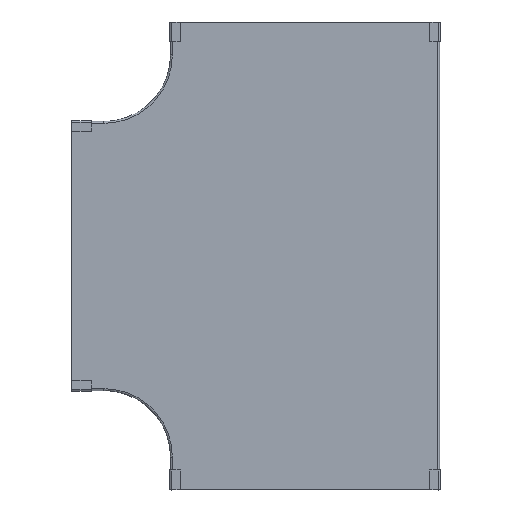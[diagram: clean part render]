
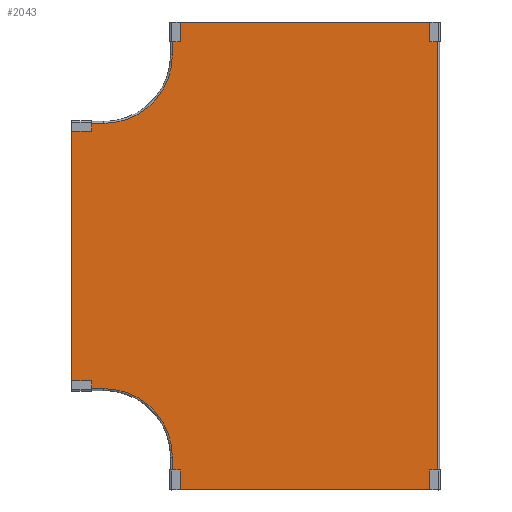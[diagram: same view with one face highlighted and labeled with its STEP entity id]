
A CAD part, top view. The second image highlights one B-rep face of the part: STEP entity #2043.
In plain terms, the highlighted planar face has unit normal (0, 0, 1).
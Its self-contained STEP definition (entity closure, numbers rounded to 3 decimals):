
#103=CIRCLE('',#2209,102.75);
#117=CIRCLE('',#2234,102.75);
#281=FACE_OUTER_BOUND('',#395,.T.);
#395=EDGE_LOOP('',(#1854,#1855,#1856,#1857,#1858,#1859,#1860,#1861,#1862,
#1863));
#534=LINE('',#3284,#734);
#566=LINE('',#3381,#766);
#567=LINE('',#3386,#767);
#569=LINE('',#3389,#769);
#570=LINE('',#3392,#770);
#587=LINE('',#3449,#787);
#593=LINE('',#3465,#793);
#595=LINE('',#3469,#795);
#734=VECTOR('',#2676,1.);
#766=VECTOR('',#2772,1.);
#767=VECTOR('',#2779,1.);
#769=VECTOR('',#2783,1.);
#770=VECTOR('',#2786,1.);
#787=VECTOR('',#2845,1.);
#793=VECTOR('',#2863,1.);
#795=VECTOR('',#2869,1.);
#928=VERTEX_POINT('',#3282);
#929=VERTEX_POINT('',#3283);
#954=VERTEX_POINT('',#3350);
#955=VERTEX_POINT('',#3352);
#962=VERTEX_POINT('',#3380);
#963=VERTEX_POINT('',#3384);
#964=VERTEX_POINT('',#3391);
#971=VERTEX_POINT('',#3406);
#973=VERTEX_POINT('',#3410);
#987=VERTEX_POINT('',#3463);
#1186=EDGE_CURVE('',#928,#929,#534,.T.);
#1220=EDGE_CURVE('',#954,#955,#103,.T.);
#1234=EDGE_CURVE('',#955,#962,#566,.T.);
#1237=EDGE_CURVE('',#954,#963,#567,.T.);
#1239=EDGE_CURVE('',#962,#928,#569,.T.);
#1240=EDGE_CURVE('',#929,#964,#570,.T.);
#1250=EDGE_CURVE('',#971,#973,#117,.T.);
#1269=EDGE_CURVE('',#973,#964,#587,.T.);
#1277=EDGE_CURVE('',#971,#987,#593,.T.);
#1279=EDGE_CURVE('',#963,#987,#595,.T.);
#1854=ORIENTED_EDGE('',*,*,#1239,.F.);
#1855=ORIENTED_EDGE('',*,*,#1234,.F.);
#1856=ORIENTED_EDGE('',*,*,#1220,.F.);
#1857=ORIENTED_EDGE('',*,*,#1237,.T.);
#1858=ORIENTED_EDGE('',*,*,#1279,.T.);
#1859=ORIENTED_EDGE('',*,*,#1277,.F.);
#1860=ORIENTED_EDGE('',*,*,#1250,.T.);
#1861=ORIENTED_EDGE('',*,*,#1269,.T.);
#1862=ORIENTED_EDGE('',*,*,#1240,.F.);
#1863=ORIENTED_EDGE('',*,*,#1186,.F.);
#1929=PLANE('',#2257);
#2043=ADVANCED_FACE('',(#281),#1929,.F.);
#2209=AXIS2_PLACEMENT_3D('',#3353,#2737,#2738);
#2234=AXIS2_PLACEMENT_3D('',#3412,#2803,#2804);
#2257=AXIS2_PLACEMENT_3D('',#3470,#2870,#2871);
#2676=DIRECTION('',(0.,-1.,0.));
#2737=DIRECTION('center_axis',(0.,0.,1.));
#2738=DIRECTION('ref_axis',(0.,-1.,0.));
#2772=DIRECTION('',(0.,1.,0.));
#2779=DIRECTION('',(-1.,0.,0.));
#2783=DIRECTION('',(1.,0.,0.));
#2786=DIRECTION('',(-1.,0.,0.));
#2803=DIRECTION('center_axis',(0.,0.,-1.));
#2804=DIRECTION('ref_axis',(0.,1.,0.));
#2845=DIRECTION('',(0.,-1.,0.));
#2863=DIRECTION('',(-1.,0.,0.));
#2869=DIRECTION('',(0.,-1.,0.));
#2870=DIRECTION('center_axis',(0.,0.,-1.));
#2871=DIRECTION('ref_axis',(1.,0.,0.));
#3282=CARTESIAN_POINT('',(560.755,565.982,0.75));
#3283=CARTESIAN_POINT('',(560.755,-136.518,0.75));
#3284=CARTESIAN_POINT('',(560.755,114.732,0.75));
#3350=CARTESIAN_POINT('',(59.606,413.932,0.75));
#3352=CARTESIAN_POINT('',(162.356,516.682,0.75));
#3353=CARTESIAN_POINT('Origin',(59.606,516.682,0.75));
#3380=CARTESIAN_POINT('',(162.356,565.982,0.75));
#3381=CARTESIAN_POINT('',(162.356,516.682,0.75));
#3384=CARTESIAN_POINT('',(11.056,413.932,0.75));
#3386=CARTESIAN_POINT('',(59.606,413.932,0.75));
#3389=CARTESIAN_POINT('',(412.356,565.982,0.75));
#3391=CARTESIAN_POINT('',(162.356,-136.518,0.75));
#3392=CARTESIAN_POINT('',(261.556,-136.518,0.75));
#3406=CARTESIAN_POINT('',(59.606,15.532,0.75));
#3410=CARTESIAN_POINT('',(162.356,-87.218,0.75));
#3412=CARTESIAN_POINT('Origin',(59.606,-87.218,0.75));
#3449=CARTESIAN_POINT('',(162.356,-87.218,0.75));
#3463=CARTESIAN_POINT('',(11.056,15.532,0.75));
#3465=CARTESIAN_POINT('',(59.606,15.532,0.75));
#3469=CARTESIAN_POINT('',(11.056,114.732,0.75));
#3470=CARTESIAN_POINT('Origin',(82.606,91.734,0.75));
